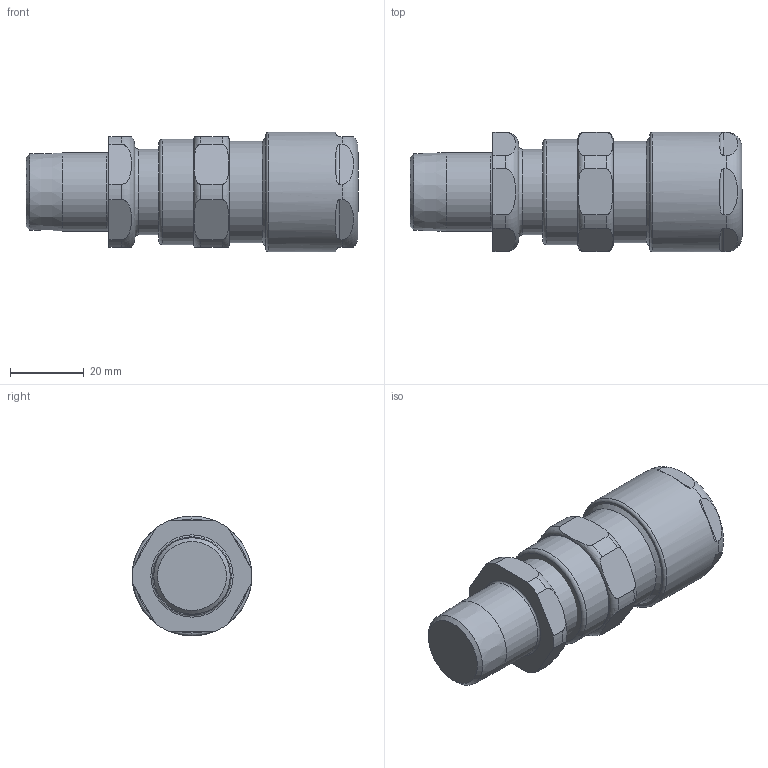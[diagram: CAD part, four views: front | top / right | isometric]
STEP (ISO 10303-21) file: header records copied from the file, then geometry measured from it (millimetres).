
FILE_DESCRIPTION(/* description */ (''),/* implementation_level */ '2;1');
FILE_NAME(/* name */ 'PSG 553 RAC-X A_1_2_NPT.stp',/* time_stamp */ '2021-05-05T16:59:18+05:00',/* author */ ('vinaykumark'),/* organization */ (''),/* preprocessor_version */ 'ST-DEVELOPER v18',/* originating_system */ 'Autodesk Inventor 2020',/* authorisation */ '');
FILE_SCHEMA (('AUTOMOTIVE_DESIGN { 1 0 10303 214 3 1 1 }'));
Length unit declared in the file: inch
Products named in the file (1): PSG 553 RAC-X A_1_2_NPT
Bounding box: 90.18 x 32.5 x 32.5 mm (x, y, z)
Volume: 76566 mm3; surface area: 25626 mm2
Topology: 9 solids, 9 shells, 465 faces, 1297 edges, 854 vertices
Faces by surface type: torus 134, plane 128, cylinder 109, cone 94
Full cylindrical faces by diameter (mm): 14.3 x1, 20 x1, 20.75 x1, 21 x1, 21.34 x1, 23 x7, 23.3 x1, 23.5 x1, 24.5 x1, 25.4 x1, 27.7 x1, 28.5 x1, 28.55 x1, 30 x1, 32.5 x1
Entity records: 18351 total; most frequent: CARTESIAN_POINT 6276, ORIENTED_EDGE 2594, DIRECTION 2359, EDGE_CURVE 1297, AXIS2_PLACEMENT_3D 1021, VERTEX_POINT 854, CIRCLE 555, EDGE_LOOP 473
